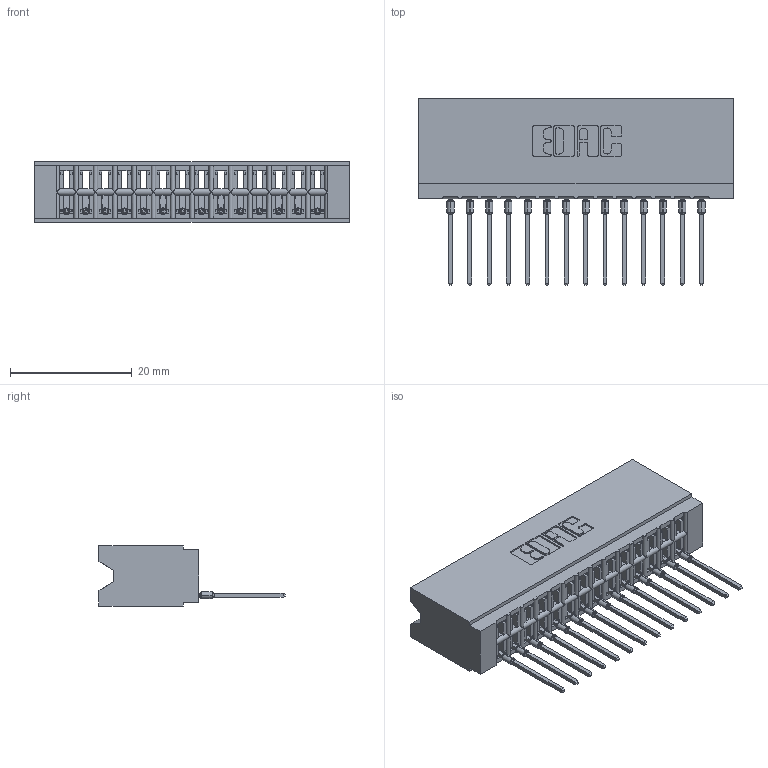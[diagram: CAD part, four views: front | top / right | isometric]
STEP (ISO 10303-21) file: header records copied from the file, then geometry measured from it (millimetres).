
FILE_DESCRIPTION (( 'STEP AP203' ), '1' );
FILE_NAME ('746-014-545-106.STEP', '2026-02-27T17:36:43', ( '' ), ( '' ), 'SwSTEP 2.0', 'SolidWorks 2023', '' );
FILE_SCHEMA (( 'CONFIG_CONTROL_DESIGN' ));
Length unit declared in the file: millimetre
Products named in the file (3): 746-014-545-106; 746-292-001_545; 746 Part_.515 Slot Depth - 06
Assembly tree (15 placements, depth 2):
  746-014-545-106
    746 Part_.515 Slot Depth - 06
    746-292-001_545  x14
Bounding box: 51.69 x 30.59 x 9.91 mm (x, y, z)
Volume: 5607 mm3; surface area: 8054 mm2
Topology: 15 solids, 15 shells, 1610 faces, 4563 edges, 2933 vertices
Faces by surface type: plane 938, cylinder 308, bspline 280, torus 84
Entity records: 25125 total; most frequent: CARTESIAN_POINT 5314, ORIENTED_EDGE 4316, DIRECTION 3624, EDGE_CURVE 2158, LINE 1834, VECTOR 1834, VERTEX_POINT 1425, AXIS2_PLACEMENT_3D 895
